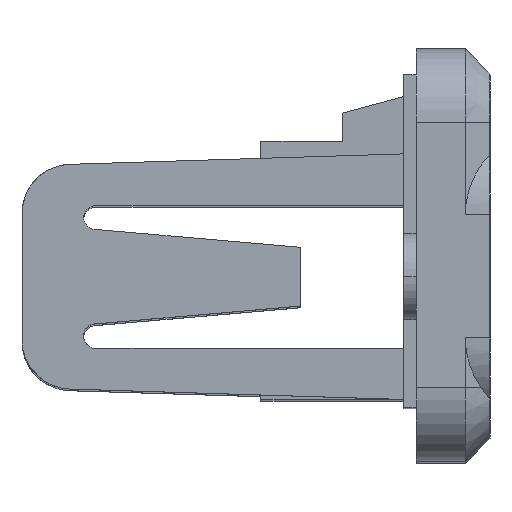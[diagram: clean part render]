
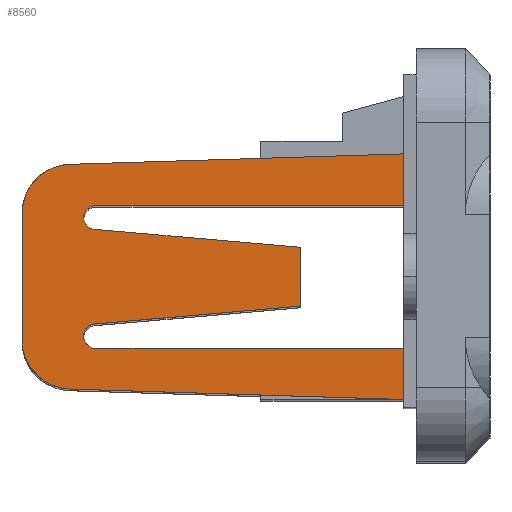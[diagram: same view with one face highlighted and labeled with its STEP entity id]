
A CAD part, top view. The second image highlights one B-rep face of the part: STEP entity #8560.
In plain terms, the highlighted face is planar.
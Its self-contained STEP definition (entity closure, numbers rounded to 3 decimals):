
#120=CARTESIAN_POINT('',(67.845,6.309,6.2));
#130=VERTEX_POINT('',#120);
#160=CARTESIAN_POINT('',(67.845,8.691,6.2));
#170=DIRECTION('',(0.,-1.,0.));
#180=VECTOR('',#170,1.);
#190=LINE('',#160,#180);
#200=CARTESIAN_POINT('',(67.845,8.691,6.2));
#210=VERTEX_POINT('',#200);
#220=EDGE_CURVE('',#210,#130,#190,.T.);
#6430=CARTESIAN_POINT('',(67.845,10.385,14.5));
#6440=VERTEX_POINT('',#6430);
#6470=CARTESIAN_POINT('',(67.845,10.385,14.5));
#6480=DIRECTION('',(0.,0.,-1.));
#6490=VECTOR('',#6480,1.);
#6500=LINE('',#6470,#6490);
#6510=CARTESIAN_POINT('',(67.845,10.385,2.));
#6520=VERTEX_POINT('',#6510);
#6530=EDGE_CURVE('',#6440,#6520,#6500,.T.);
#7030=CARTESIAN_POINT('',(67.845,9.902,15.));
#7040=VERTEX_POINT('',#7030);
#7070=CARTESIAN_POINT('',(67.845,9.885,14.5));
#7080=DIRECTION('',(-1.,0.,0.));
#7090=DIRECTION('',(0.,0.034,0.999));
#7100=AXIS2_PLACEMENT_3D('',#7070,#7080,#7090);
#7110=CIRCLE('',#7100,0.5);
#7120=EDGE_CURVE('',#7040,#6440,#7110,.T.);
#7370=CARTESIAN_POINT('',(67.845,9.421,14.544));
#7380=VERTEX_POINT('',#7370);
#7410=CARTESIAN_POINT('',(67.845,9.919,14.5));
#7420=DIRECTION('',(-1.,0.,0.));
#7430=DIRECTION('',(0.,-0.996,0.087));
#7440=AXIS2_PLACEMENT_3D('',#7410,#7420,#7430);
#7450=CIRCLE('',#7440,0.5);
#7460=EDGE_CURVE('',#7380,#7040,#7450,.T.);
#7580=CARTESIAN_POINT('',(67.845,11.336,-0.209));
#7590=DIRECTION('',(1.,0.,0.));
#7600=DIRECTION('',(0.,1.,0.));
#7610=AXIS2_PLACEMENT_3D('',#7580,#7590,#7600);
#7620=PLANE('',#7610);
#7630=CARTESIAN_POINT('',(67.845,10.062,17.5));
#7640=DIRECTION('',(0.,-1.,0.));
#7650=VECTOR('',#7640,1.);
#7660=LINE('',#7630,#7650);
#7670=CARTESIAN_POINT('',(67.845,10.062,17.5));
#7680=VERTEX_POINT('',#7670);
#7690=CARTESIAN_POINT('',(67.845,4.938,17.5));
#7700=VERTEX_POINT('',#7690);
#7710=EDGE_CURVE('',#7680,#7700,#7660,.T.);
#7720=ORIENTED_EDGE('',*,*,#7710,.T.);
#7730=CARTESIAN_POINT('',(67.845,10.062,15.5));
#7740=DIRECTION('',(1.,0.,0.));
#7750=DIRECTION('',(0.,1.,0.031));
#7760=AXIS2_PLACEMENT_3D('',#7730,#7740,#7750);
#7770=CIRCLE('',#7760,2.);
#7780=CARTESIAN_POINT('',(67.845,12.061,15.562));
#7790=VERTEX_POINT('',#7780);
#7800=EDGE_CURVE('',#7790,#7680,#7770,.T.);
#7810=ORIENTED_EDGE('',*,*,#7800,.T.);
#7820=CARTESIAN_POINT('',(67.845,12.484,2.));
#7830=DIRECTION('',(0.,-0.031,1.));
#7840=VECTOR('',#7830,1.);
#7850=LINE('',#7820,#7840);
#7860=CARTESIAN_POINT('',(67.845,12.484,2.));
#7870=VERTEX_POINT('',#7860);
#7880=EDGE_CURVE('',#7870,#7790,#7850,.T.);
#7890=ORIENTED_EDGE('',*,*,#7880,.T.);
#7900=CARTESIAN_POINT('',(67.845,10.385,2.));
#7910=DIRECTION('',(0.,1.,0.));
#7920=VECTOR('',#7910,1.);
#7930=LINE('',#7900,#7920);
#7940=EDGE_CURVE('',#6520,#7870,#7930,.T.);
#7950=ORIENTED_EDGE('',*,*,#7940,.T.);
#7960=ORIENTED_EDGE('',*,*,#6530,.T.);
#7970=ORIENTED_EDGE('',*,*,#7120,.T.);
#7980=ORIENTED_EDGE('',*,*,#7460,.T.);
#7990=CARTESIAN_POINT('',(67.845,8.691,6.2));
#8000=DIRECTION('',(0.,0.087,0.996));
#8010=VECTOR('',#8000,1.);
#8020=LINE('',#7990,#8010);
#8030=EDGE_CURVE('',#210,#7380,#8020,.T.);
#8040=ORIENTED_EDGE('',*,*,#8030,.T.);
#8050=ORIENTED_EDGE('',*,*,#220,.F.);
#8060=CARTESIAN_POINT('',(67.845,5.579,14.544));
#8070=DIRECTION('',(0.,0.087,-0.996));
#8080=VECTOR('',#8070,1.);
#8090=LINE('',#8060,#8080);
#8100=CARTESIAN_POINT('',(67.845,5.579,14.544));
#8110=VERTEX_POINT('',#8100);
#8120=EDGE_CURVE('',#8110,#130,#8090,.T.);
#8130=ORIENTED_EDGE('',*,*,#8120,.T.);
#8140=CARTESIAN_POINT('',(67.845,5.085,14.5));
#8150=DIRECTION('',(-1.,0.,0.));
#8160=DIRECTION('',(0.,-1.,0.));
#8170=AXIS2_PLACEMENT_3D('',#8140,#8150,#8160);
#8180=CIRCLE('',#8170,0.5);
#8190=CARTESIAN_POINT('',(67.845,4.585,14.5));
#8200=VERTEX_POINT('',#8190);
#8210=EDGE_CURVE('',#8200,#8110,#8180,.T.);
#8220=ORIENTED_EDGE('',*,*,#8210,.T.);
#8230=CARTESIAN_POINT('',(67.845,4.585,2.));
#8240=DIRECTION('',(0.,0.,1.));
#8250=VECTOR('',#8240,1.);
#8260=LINE('',#8230,#8250);
#8270=CARTESIAN_POINT('',(67.845,4.585,2.));
#8280=VERTEX_POINT('',#8270);
#8290=EDGE_CURVE('',#8280,#8200,#8260,.T.);
#8300=ORIENTED_EDGE('',*,*,#8290,.T.);
#8310=CARTESIAN_POINT('',(67.845,2.516,2.));
#8320=DIRECTION('',(0.,1.,0.));
#8330=VECTOR('',#8320,1.);
#8340=LINE('',#8310,#8330);
#8350=CARTESIAN_POINT('',(67.845,2.516,2.));
#8360=VERTEX_POINT('',#8350);
#8370=EDGE_CURVE('',#8360,#8280,#8340,.T.);
#8380=ORIENTED_EDGE('',*,*,#8370,.T.);
#8390=CARTESIAN_POINT('',(67.845,2.939,15.562));
#8400=DIRECTION('',(0.,-0.031,-1.));
#8410=VECTOR('',#8400,1.);
#8420=LINE('',#8390,#8410);
#8430=CARTESIAN_POINT('',(67.845,2.939,15.562));
#8440=VERTEX_POINT('',#8430);
#8450=EDGE_CURVE('',#8440,#8360,#8420,.T.);
#8460=ORIENTED_EDGE('',*,*,#8450,.T.);
#8470=CARTESIAN_POINT('',(67.845,4.938,15.5));
#8480=DIRECTION('',(1.,0.,0.));
#8490=DIRECTION('',(0.,0.,1.));
#8500=AXIS2_PLACEMENT_3D('',#8470,#8480,#8490);
#8510=CIRCLE('',#8500,2.);
#8520=EDGE_CURVE('',#7700,#8440,#8510,.T.);
#8530=ORIENTED_EDGE('',*,*,#8520,.T.);
#8540=EDGE_LOOP('',(#8530,#8460,#8380,#8300,#8220,#8130,#8050,#8040,
#7980,#7970,#7960,#7950,#7890,#7810,#7720));
#8550=FACE_OUTER_BOUND('',#8540,.T.);
#8560=ADVANCED_FACE('',(#8550),#7620,.T.);
